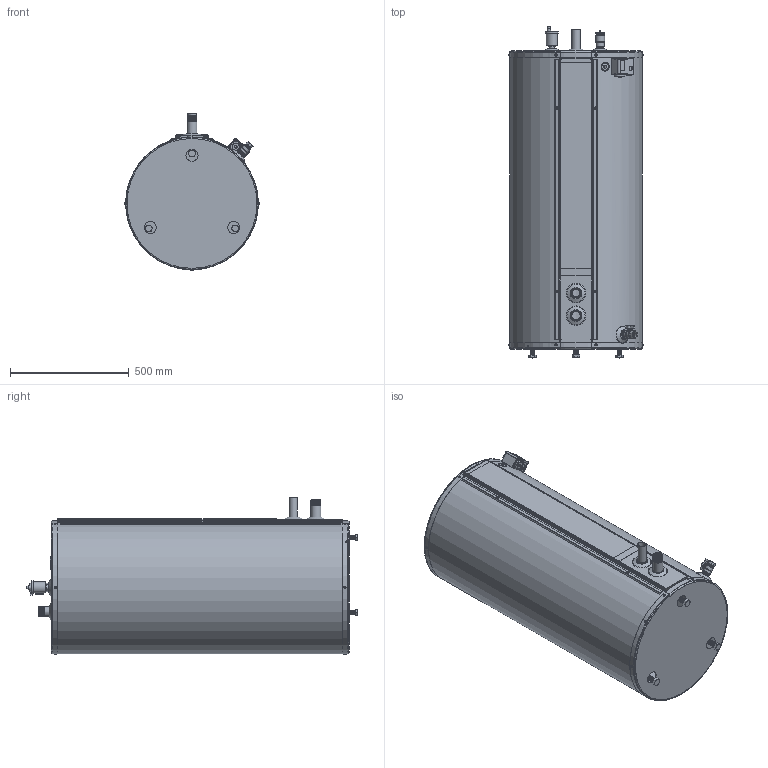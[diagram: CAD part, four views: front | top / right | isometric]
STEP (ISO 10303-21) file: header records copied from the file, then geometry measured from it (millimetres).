
FILE_DESCRIPTION (( 'STEP AP214' ), '1' );
FILE_NAME ('Turbomax 43.STEP', '2019-09-26T18:53:12', ( '' ), ( '' ), 'SwSTEP 2.0', 'SolidWorks 2019', '' );
FILE_SCHEMA (( 'AUTOMOTIVE_DESIGN' ));
Length unit declared in the file: inch
Products named in the file (1): Turbomax 43
Bounding box: 565.91 x 1400.05 x 662.24 mm (x, y, z)
Volume: 3310128.3 mm3; surface area: 6337073.1 mm2
Topology: 61 solids, 62 shells, 2387 faces, 5407 edges, 3192 vertices
Faces by surface type: plane 884, cone 704, cylinder 594, bspline 109, torus 82, sphere 14
Full cylindrical faces by diameter (mm): 2.381 x2, 3.566 x220, 4.039 x2, 4.763 x10, 4.826 x20, 5.08 x2, 5.105 x14, 5.588 x2, 7.62 x2, 9.474 x20, 11.113 x1, 12.065 x1, 12.7 x2, 13.97 x1, 14.097 x1, 15.037 x1, 19.05 x72, 20.93 x2, 21.59 x2, 22.225 x2, 23.012 x3, 25.4 x3, 26.67 x2, 30.353 x1, 30.607 x1, 31.75 x2, 32.131 x1, 32.69 x1, 33.338 x1, 33.655 x1
Entity records: 118269 total; most frequent: CARTESIAN_POINT 38458, DIRECTION 9996, ORIENTED_EDGE 8388, EDGE_CURVE 4194, AXIS2_PLACEMENT_3D 3982, EDGE_LOOP 3681, VERTEX_POINT 3109, FACE_OUTER_BOUND 2872
